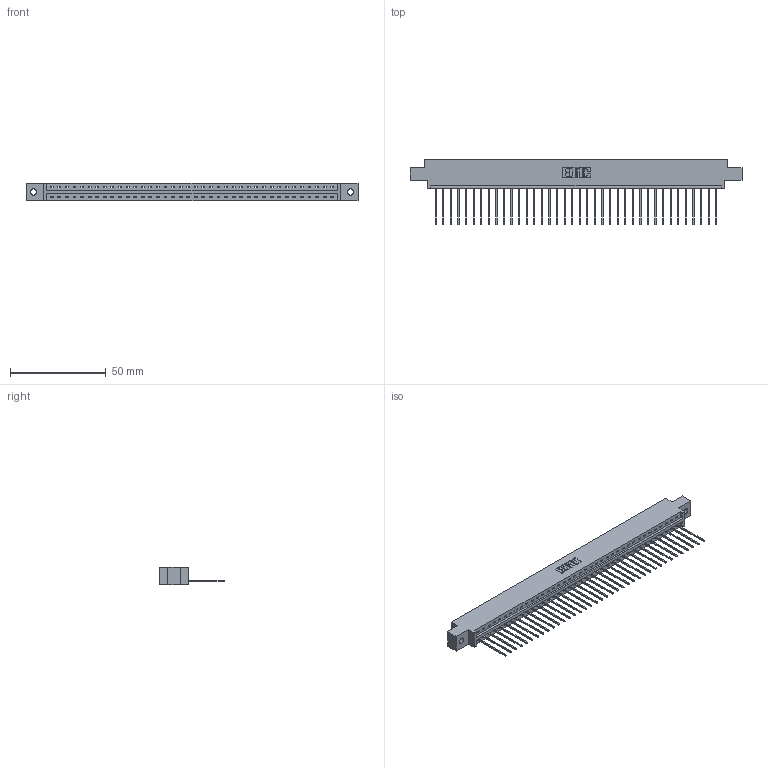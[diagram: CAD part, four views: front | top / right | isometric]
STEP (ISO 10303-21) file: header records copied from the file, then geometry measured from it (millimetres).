
FILE_DESCRIPTION (( 'STEP AP203' ), '1' );
FILE_NAME ('387-038-541-602.STEP', '2018-09-19T05:19:59', ( '' ), ( '' ), 'SwSTEP 2.0', 'SolidWorks 2016', '' );
FILE_SCHEMA (( 'CONFIG_CONTROL_DESIGN' ));
Length unit declared in the file: inch
Products named in the file (3): 337 Part_0.170 Offset - 0.128 Dia; 345-292-001_345-293-141; 387-038-541-602
Assembly tree (39 placements, depth 2):
  387-038-541-602
    337 Part_0.170 Offset - 0.128 Dia
    345-292-001_345-293-141  x38
Bounding box: 173.58 x 34.3 x 9.4 mm (x, y, z)
Volume: 17962.3 mm3; surface area: 19137 mm2
Topology: 39 solids, 39 shells, 2474 faces, 7467 edges, 4926 vertices
Faces by surface type: plane 1822, cylinder 652
Entity records: 28917 total; most frequent: CARTESIAN_POINT 5044, ORIENTED_EDGE 5018, DIRECTION 4253, EDGE_CURVE 2509, LINE 2381, VECTOR 2381, VERTEX_POINT 1670, AXIS2_PLACEMENT_3D 936
